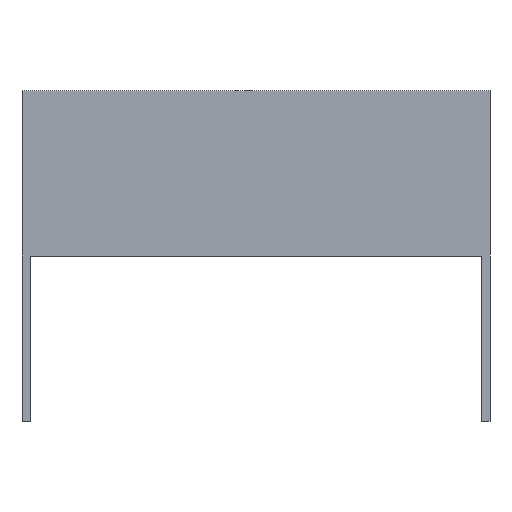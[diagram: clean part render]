
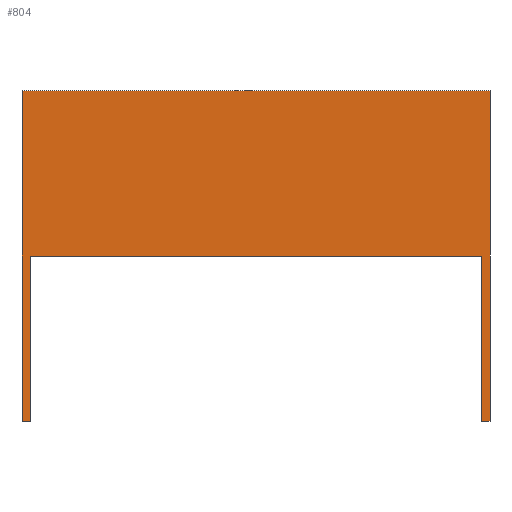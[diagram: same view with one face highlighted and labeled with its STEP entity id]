
A CAD part, front view. The second image highlights one B-rep face of the part: STEP entity #804.
In plain terms, the highlighted planar face has unit normal (0, -1, 0).
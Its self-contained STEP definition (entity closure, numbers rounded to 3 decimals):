
#94=FACE_OUTER_BOUND('',#142,.T.);
#142=EDGE_LOOP('',(#719,#720,#721,#722,#723,#724,#725,#726));
#146=LINE('',#1125,#234);
#147=LINE('',#1128,#235);
#151=LINE('',#1135,#239);
#153=LINE('',#1141,#241);
#156=LINE('',#1145,#244);
#226=LINE('',#1335,#314);
#228=LINE('',#1339,#316);
#230=LINE('',#1342,#318);
#234=VECTOR('',#899,10.);
#235=VECTOR('',#902,10.);
#239=VECTOR('',#908,10.);
#241=VECTOR('',#912,10.);
#244=VECTOR('',#917,10.);
#314=VECTOR('',#1105,10.);
#316=VECTOR('',#1109,10.);
#318=VECTOR('',#1113,10.);
#319=VERTEX_POINT('',#1118);
#322=VERTEX_POINT('',#1123);
#323=VERTEX_POINT('',#1127);
#325=VERTEX_POINT('',#1133);
#326=VERTEX_POINT('',#1137);
#328=VERTEX_POINT('',#1140);
#389=VERTEX_POINT('',#1334);
#390=VERTEX_POINT('',#1338);
#394=EDGE_CURVE('',#319,#322,#146,.T.);
#395=EDGE_CURVE('',#322,#323,#147,.T.);
#399=EDGE_CURVE('',#325,#323,#151,.T.);
#401=EDGE_CURVE('',#326,#328,#153,.T.);
#404=EDGE_CURVE('',#328,#325,#156,.T.);
#498=EDGE_CURVE('',#389,#326,#226,.T.);
#500=EDGE_CURVE('',#390,#389,#228,.T.);
#502=EDGE_CURVE('',#390,#319,#230,.T.);
#719=ORIENTED_EDGE('',*,*,#498,.F.);
#720=ORIENTED_EDGE('',*,*,#500,.F.);
#721=ORIENTED_EDGE('',*,*,#502,.T.);
#722=ORIENTED_EDGE('',*,*,#394,.T.);
#723=ORIENTED_EDGE('',*,*,#395,.T.);
#724=ORIENTED_EDGE('',*,*,#399,.F.);
#725=ORIENTED_EDGE('',*,*,#404,.F.);
#726=ORIENTED_EDGE('',*,*,#401,.F.);
#761=PLANE('',#891);
#804=ADVANCED_FACE('',(#94),#761,.F.);
#891=AXIS2_PLACEMENT_3D('',#1343,#1114,#1115);
#899=DIRECTION('',(1.,0.,0.));
#902=DIRECTION('',(0.,0.,1.));
#908=DIRECTION('',(-1.,0.,0.));
#912=DIRECTION('',(-1.,0.,0.));
#917=DIRECTION('',(0.,0.,1.));
#1105=DIRECTION('',(0.,0.,-1.));
#1109=DIRECTION('',(1.,0.,0.));
#1113=DIRECTION('',(0.,0.,-1.));
#1114=DIRECTION('center_axis',(0.,1.,0.));
#1115=DIRECTION('ref_axis',(0.,0.,1.));
#1118=CARTESIAN_POINT('',(-85.,0.,-90.));
#1123=CARTESIAN_POINT('',(-82.,0.,-90.));
#1125=CARTESIAN_POINT('',(-85.,0.,-90.));
#1127=CARTESIAN_POINT('',(-82.,0.,-30.));
#1128=CARTESIAN_POINT('',(-82.,0.,-30.));
#1133=CARTESIAN_POINT('',(82.,0.,-30.));
#1135=CARTESIAN_POINT('',(85.,0.,-30.));
#1137=CARTESIAN_POINT('',(85.,0.,-90.));
#1140=CARTESIAN_POINT('',(82.,0.,-90.));
#1141=CARTESIAN_POINT('',(85.,0.,-90.));
#1145=CARTESIAN_POINT('',(82.,0.,-30.));
#1334=CARTESIAN_POINT('',(85.,0.,30.));
#1335=CARTESIAN_POINT('',(85.,0.,30.));
#1338=CARTESIAN_POINT('',(-85.,0.,30.));
#1339=CARTESIAN_POINT('',(-85.,0.,30.));
#1342=CARTESIAN_POINT('',(-85.,0.,-30.));
#1343=CARTESIAN_POINT('Origin',(0.,0.,0.));
